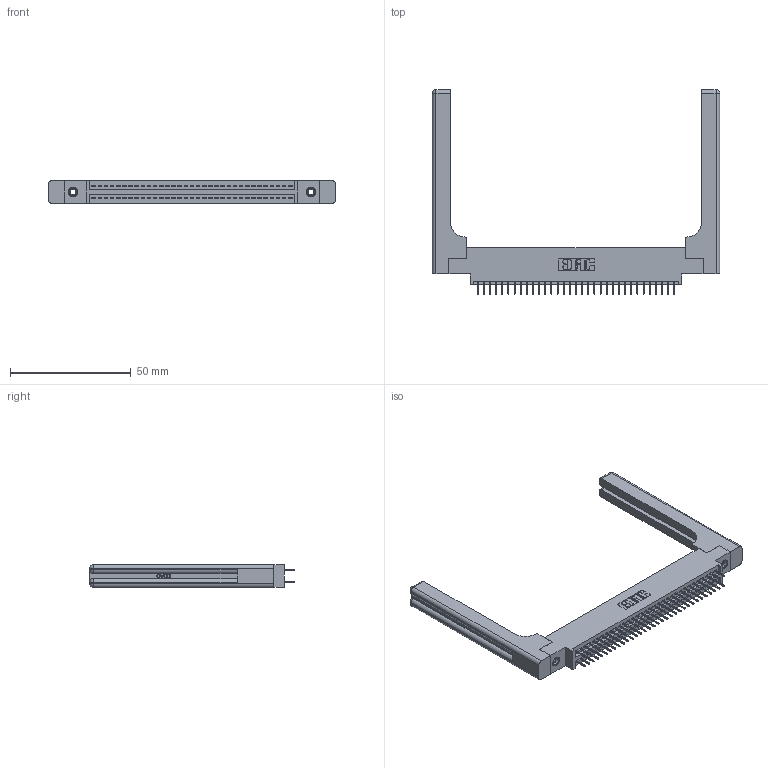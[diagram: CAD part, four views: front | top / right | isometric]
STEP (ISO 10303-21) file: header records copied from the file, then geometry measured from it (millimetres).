
FILE_DESCRIPTION (( 'STEP AP203' ), '1' );
FILE_NAME ('395-066-524-858.STEP', '2019-10-23T20:26:19', ( '' ), ( '' ), 'SwSTEP 2.0', 'SolidWorks 2016', '' );
FILE_SCHEMA (( 'CONFIG_CONTROL_DESIGN' ));
Length unit declared in the file: inch
Products named in the file (5): 395-066-524-858; 345 Part_0.170 Offset - 0.156 Dia-TH; 345-292-001_345-293-124; 345-250-001_345-250-001-102; 345-220-058_345-220-058
Assembly tree (71 placements, depth 2):
  395-066-524-858
    345 Part_0.170 Offset - 0.156 Dia-TH
    345-292-001_345-293-124  x66
    345-250-001_345-250-001-102  x2
    345-220-058_345-220-058  x2
Bounding box: 118.85 x 84.63 x 9.4 mm (x, y, z)
Volume: 19723.2 mm3; surface area: 21390.9 mm2
Topology: 71 solids, 71 shells, 3950 faces, 11117 edges, 7126 vertices
Faces by surface type: plane 2806, cylinder 1084, bspline 36, cone 12, sphere 8, torus 4
Entity records: 32492 total; most frequent: CARTESIAN_POINT 6449, ORIENTED_EDGE 5180, DIRECTION 4630, EDGE_CURVE 2590, VECTOR 2238, LINE 2238, VERTEX_POINT 1714, AXIS2_PLACEMENT_3D 1196
